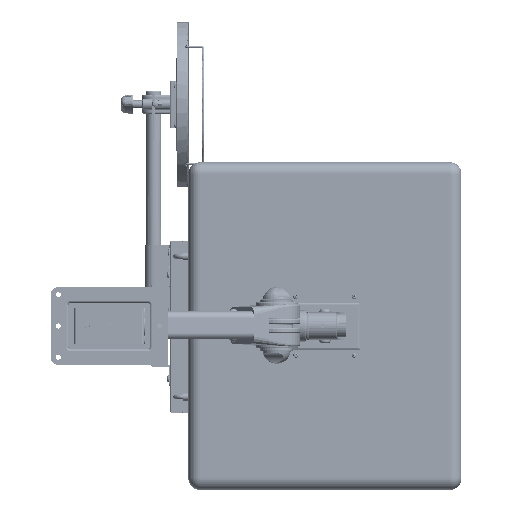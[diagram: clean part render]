
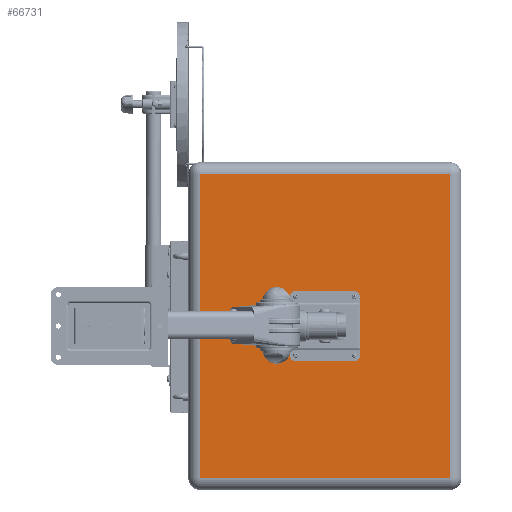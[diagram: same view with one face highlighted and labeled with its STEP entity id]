
A CAD part, left-side view. The second image highlights one B-rep face of the part: STEP entity #66731.
In plain terms, the highlighted face is planar.
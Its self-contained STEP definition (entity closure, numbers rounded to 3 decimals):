
#34649 = EDGE_CURVE ( 'NONE', #35542, #137902, #98847, .T. ) ;
#35542 = VERTEX_POINT ( 'NONE', #100209 ) ;
#55512 = VERTEX_POINT ( 'NONE', #131903 ) ;
#56249 = EDGE_CURVE ( 'NONE', #55512, #57613, #132539, .T. ) ;
#57113 = ORIENTED_EDGE ( 'NONE', *, *, #56249, .F. ) ;
#57182 = EDGE_CURVE ( 'NONE', #57613, #55512, #133323, .T. ) ;
#57233 = EDGE_LOOP ( 'NONE', ( #57113, #96949 ) ) ;
#57613 = VERTEX_POINT ( 'NONE', #133707 ) ;
#59568 = ORIENTED_EDGE ( 'NONE', *, *, #72312, .F. ) ;
#60979 = EDGE_CURVE ( 'NONE', #71744, #74896, #138273, .T. ) ;
#61098 = ORIENTED_EDGE ( 'NONE', *, *, #60979, .F. ) ;
#64797 = EDGE_LOOP ( 'NONE', ( #61098, #59568 ) ) ;
#66731 = ADVANCED_FACE ( 'NONE', ( #113840, #113838, #113836, #113834, #113832 ), #113910, .F. ) ;
#68217 = VERTEX_POINT ( 'NONE', #113965 ) ;
#70455 = EDGE_CURVE ( 'NONE', #68217, #128491, #114012, .T. ) ;
#70541 = ORIENTED_EDGE ( 'NONE', *, *, #70455, .T. ) ;
#71744 = VERTEX_POINT ( 'NONE', #114113 ) ;
#72312 = EDGE_CURVE ( 'NONE', #74896, #71744, #114096, .T. ) ;
#72828 = EDGE_CURVE ( 'NONE', #76412, #68217, #114196, .T. ) ;
#73565 = ORIENTED_EDGE ( 'NONE', *, *, #72828, .T. ) ;
#74896 = VERTEX_POINT ( 'NONE', #114312 ) ;
#76412 = VERTEX_POINT ( 'NONE', #114278 ) ;
#80615 = EDGE_CURVE ( 'NONE', #80619, #76412, #114527, .T. ) ;
#80619 = VERTEX_POINT ( 'NONE', #114519 ) ;
#80687 = ORIENTED_EDGE ( 'NONE', *, *, #80615, .T. ) ;
#80861 = EDGE_LOOP ( 'NONE', ( #80687, #73565, #70541, #127937 ) ) ;
#84146 = VERTEX_POINT ( 'NONE', #114708 ) ;
#94815 = EDGE_LOOP ( 'NONE', ( #95910, #95878 ) ) ;
#95878 = ORIENTED_EDGE ( 'NONE', *, *, #34649, .F. ) ;
#95910 = ORIENTED_EDGE ( 'NONE', *, *, #95985, .F. ) ;
#95985 = EDGE_CURVE ( 'NONE', #137902, #35542, #115852, .T. ) ;
#96125 = EDGE_CURVE ( 'NONE', #96174, #84146, #115839, .T. ) ;
#96174 = VERTEX_POINT ( 'NONE', #115834 ) ;
#96949 = ORIENTED_EDGE ( 'NONE', *, *, #57182, .F. ) ;
#98844 = DIRECTION ( 'NONE',  ( -1., 0., 0. ) ) ;
#98845 = DIRECTION ( 'NONE',  ( 0., 0., -1. ) ) ;
#98846 = AXIS2_PLACEMENT_3D ( 'NONE', #98853, #98845, #98844 ) ;
#98847 = CIRCLE ( 'NONE', #98846, 3. ) ;
#98853 = CARTESIAN_POINT ( 'NONE',  ( 247.5, -212.5, 0. ) ) ;
#100209 = CARTESIAN_POINT ( 'NONE',  ( 250.5, -212.5, 0. ) ) ;
#113832 = FACE_OUTER_BOUND ( 'NONE', #80861, .T. ) ;
#113834 = FACE_BOUND ( 'NONE', #122925, .T. ) ;
#113836 = FACE_BOUND ( 'NONE', #94815, .T. ) ;
#113838 = FACE_BOUND ( 'NONE', #57233, .T. ) ;
#113840 = FACE_BOUND ( 'NONE', #64797, .T. ) ;
#113904 = DIRECTION ( 'NONE',  ( 1., 0., 0. ) ) ;
#113905 = DIRECTION ( 'NONE',  ( 0., 0., 1. ) ) ;
#113906 = CARTESIAN_POINT ( 'NONE',  ( 0., -350., 0. ) ) ;
#113907 = AXIS2_PLACEMENT_3D ( 'NONE', #113906, #113905, #113904 ) ;
#113910 = PLANE ( 'NONE',  #113907 ) ;
#113965 = CARTESIAN_POINT ( 'NONE',  ( 15., -335., 0. ) ) ;
#114007 = DIRECTION ( 'NONE',  ( 0., 1., 0. ) ) ;
#114008 = VECTOR ( 'NONE', #114007, 1000. ) ;
#114009 = CARTESIAN_POINT ( 'NONE',  ( 15., -350., 0. ) ) ;
#114012 = LINE ( 'NONE', #114009, #114008 ) ;
#114092 = DIRECTION ( 'NONE',  ( -1., 0., 0. ) ) ;
#114093 = DIRECTION ( 'NONE',  ( 0., 0., -1. ) ) ;
#114094 = AXIS2_PLACEMENT_3D ( 'NONE', #114108, #114093, #114092 ) ;
#114096 = CIRCLE ( 'NONE', #114094, 3. ) ;
#114108 = CARTESIAN_POINT ( 'NONE',  ( 247.5, -137.5, 0. ) ) ;
#114113 = CARTESIAN_POINT ( 'NONE',  ( 244.5, -137.5, 0. ) ) ;
#114191 = DIRECTION ( 'NONE',  ( -1., 0., 0. ) ) ;
#114193 = VECTOR ( 'NONE', #114191, 1000. ) ;
#114195 = CARTESIAN_POINT ( 'NONE',  ( 0., -335., 0. ) ) ;
#114196 = LINE ( 'NONE', #114195, #114193 ) ;
#114278 = CARTESIAN_POINT ( 'NONE',  ( 405., -335., 0. ) ) ;
#114312 = CARTESIAN_POINT ( 'NONE',  ( 250.5, -137.5, 0. ) ) ;
#114519 = CARTESIAN_POINT ( 'NONE',  ( 405., -15., 0. ) ) ;
#114521 = DIRECTION ( 'NONE',  ( 0., -1., 0. ) ) ;
#114523 = VECTOR ( 'NONE', #114521, 1000. ) ;
#114525 = CARTESIAN_POINT ( 'NONE',  ( 405., -350., 0. ) ) ;
#114527 = LINE ( 'NONE', #114525, #114523 ) ;
#114708 = CARTESIAN_POINT ( 'NONE',  ( 169.5, -212.5, 0. ) ) ;
#115834 = CARTESIAN_POINT ( 'NONE',  ( 175.5, -212.5, 0. ) ) ;
#115835 = DIRECTION ( 'NONE',  ( -1., 0., 0. ) ) ;
#115836 = DIRECTION ( 'NONE',  ( 0., 0., -1. ) ) ;
#115837 = CARTESIAN_POINT ( 'NONE',  ( 172.5, -212.5, 0. ) ) ;
#115838 = AXIS2_PLACEMENT_3D ( 'NONE', #115837, #115836, #115835 ) ;
#115839 = CIRCLE ( 'NONE', #115838, 3. ) ;
#115841 = DIRECTION ( 'NONE',  ( -1., 0., 0. ) ) ;
#115843 = DIRECTION ( 'NONE',  ( 0., 0., -1. ) ) ;
#115844 = CARTESIAN_POINT ( 'NONE',  ( 247.5, -212.5, 0. ) ) ;
#115845 = AXIS2_PLACEMENT_3D ( 'NONE', #115844, #115843, #115841 ) ;
#115852 = CIRCLE ( 'NONE', #115845, 3. ) ;
#117505 = DIRECTION ( 'NONE',  ( -1., 0., 0. ) ) ;
#117507 = DIRECTION ( 'NONE',  ( 0., 0., -1. ) ) ;
#117509 = CARTESIAN_POINT ( 'NONE',  ( 172.5, -212.5, 0. ) ) ;
#117510 = AXIS2_PLACEMENT_3D ( 'NONE', #117509, #117507, #117505 ) ;
#117524 = CIRCLE ( 'NONE', #117510, 3. ) ;
#118264 = DIRECTION ( 'NONE',  ( 1., 0., 0. ) ) ;
#118266 = VECTOR ( 'NONE', #118264, 1000. ) ;
#118268 = CARTESIAN_POINT ( 'NONE',  ( 0., -15., 0. ) ) ;
#118280 = LINE ( 'NONE', #118268, #118266 ) ;
#118342 = CARTESIAN_POINT ( 'NONE',  ( 15., -15., 0. ) ) ;
#118901 = CARTESIAN_POINT ( 'NONE',  ( 244.5, -212.5, 0. ) ) ;
#121645 = ORIENTED_EDGE ( 'NONE', *, *, #96125, .F. ) ;
#122722 = EDGE_CURVE ( 'NONE', #84146, #96174, #117524, .T. ) ;
#122922 = ORIENTED_EDGE ( 'NONE', *, *, #122722, .F. ) ;
#122925 = EDGE_LOOP ( 'NONE', ( #122922, #121645 ) ) ;
#127937 = ORIENTED_EDGE ( 'NONE', *, *, #128249, .T. ) ;
#128249 = EDGE_CURVE ( 'NONE', #128491, #80619, #118280, .T. ) ;
#128491 = VERTEX_POINT ( 'NONE', #118342 ) ;
#131903 = CARTESIAN_POINT ( 'NONE',  ( 169.5, -137.5, 0. ) ) ;
#132536 = DIRECTION ( 'NONE',  ( -1., 0., 0. ) ) ;
#132537 = DIRECTION ( 'NONE',  ( 0., 0., -1. ) ) ;
#132538 = AXIS2_PLACEMENT_3D ( 'NONE', #132543, #132537, #132536 ) ;
#132539 = CIRCLE ( 'NONE', #132538, 3. ) ;
#132543 = CARTESIAN_POINT ( 'NONE',  ( 172.5, -137.5, 0. ) ) ;
#133314 = DIRECTION ( 'NONE',  ( -1., 0., 0. ) ) ;
#133315 = DIRECTION ( 'NONE',  ( 0., 0., -1. ) ) ;
#133316 = CARTESIAN_POINT ( 'NONE',  ( 172.5, -137.5, 0. ) ) ;
#133317 = AXIS2_PLACEMENT_3D ( 'NONE', #133316, #133315, #133314 ) ;
#133323 = CIRCLE ( 'NONE', #133317, 3. ) ;
#133707 = CARTESIAN_POINT ( 'NONE',  ( 175.5, -137.5, 0. ) ) ;
#137902 = VERTEX_POINT ( 'NONE', #118901 ) ;
#138269 = DIRECTION ( 'NONE',  ( -1., 0., 0. ) ) ;
#138270 = DIRECTION ( 'NONE',  ( 0., 0., -1. ) ) ;
#138271 = CARTESIAN_POINT ( 'NONE',  ( 247.5, -137.5, 0. ) ) ;
#138272 = AXIS2_PLACEMENT_3D ( 'NONE', #138271, #138270, #138269 ) ;
#138273 = CIRCLE ( 'NONE', #138272, 3. ) ;
